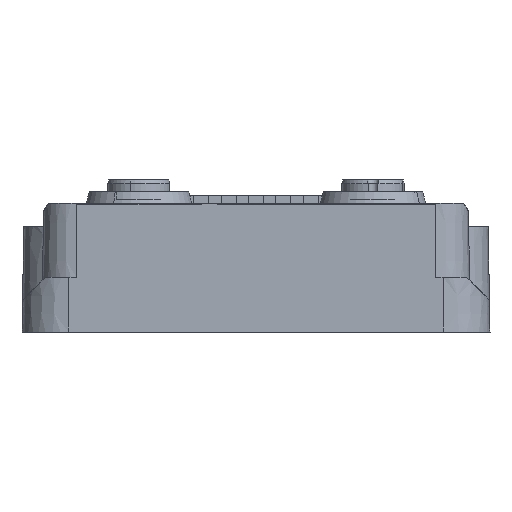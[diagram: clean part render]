
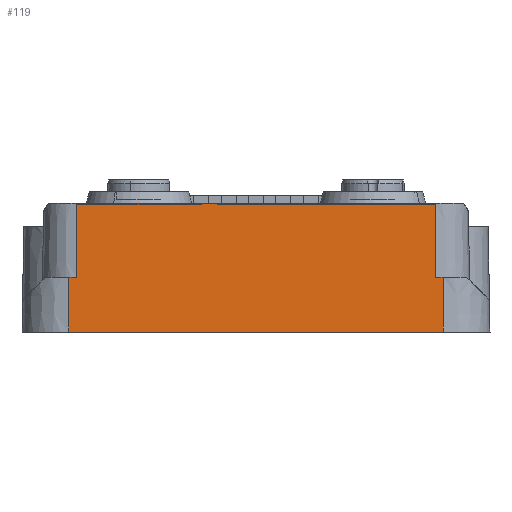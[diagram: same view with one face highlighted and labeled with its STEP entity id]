
A CAD part, front view. The second image highlights one B-rep face of the part: STEP entity #119.
In plain terms, the highlighted planar face has unit normal (0, -1, 0.018).
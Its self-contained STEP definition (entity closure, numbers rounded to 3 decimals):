
#35=AXIS2_PLACEMENT_3D('Plane Axis2P3D',#32,#33,#34) ;
#32=CARTESIAN_POINT('Axis2P3D Location',(60.,0.,0.)) ;
#37=CARTESIAN_POINT('Line Origine',(30.,0.,0.)) ;
#41=CARTESIAN_POINT('Vertex',(54.,0.,0.)) ;
#43=CARTESIAN_POINT('Vertex',(53.,0.,0.)) ;
#46=CARTESIAN_POINT('Line Origine',(54.,0.061,3.5)) ;
#50=CARTESIAN_POINT('Vertex',(54.,0.122,7.)) ;
#53=CARTESIAN_POINT('Line Origine',(30.,0.122,7.)) ;
#57=CARTESIAN_POINT('Vertex',(53.,0.122,7.)) ;
#60=CARTESIAN_POINT('Line Origine',(53.,0.061,3.5)) ;
#64=CARTESIAN_POINT('Vertex',(53.,0.288,16.5)) ;
#67=CARTESIAN_POINT('Line Origine',(30.,0.288,16.5)) ;
#71=CARTESIAN_POINT('Vertex',(7.,0.288,16.5)) ;
#74=CARTESIAN_POINT('Line Origine',(7.,0.061,3.5)) ;
#78=CARTESIAN_POINT('Vertex',(7.,0.122,7.)) ;
#81=CARTESIAN_POINT('Line Origine',(30.,0.122,7.)) ;
#85=CARTESIAN_POINT('Vertex',(6.,0.122,7.)) ;
#88=CARTESIAN_POINT('Line Origine',(6.,0.061,3.5)) ;
#92=CARTESIAN_POINT('Vertex',(6.,0.,0.)) ;
#95=CARTESIAN_POINT('Line Origine',(30.,0.,0.)) ;
#99=CARTESIAN_POINT('Vertex',(7.,0.,0.)) ;
#102=CARTESIAN_POINT('Line Origine',(30.,0.,0.)) ;
#33=DIRECTION('Axis2P3D Direction',(0.,-1.,0.017)) ;
#34=DIRECTION('Axis2P3D XDirection',(-1.,0.,0.)) ;
#38=DIRECTION('Vector Direction',(-1.,0.,0.)) ;
#47=DIRECTION('Vector Direction',(0.,-0.017,-1.)) ;
#54=DIRECTION('Vector Direction',(-1.,0.,0.)) ;
#61=DIRECTION('Vector Direction',(0.,-0.017,-1.)) ;
#68=DIRECTION('Vector Direction',(-1.,0.,0.)) ;
#75=DIRECTION('Vector Direction',(0.,-0.017,-1.)) ;
#82=DIRECTION('Vector Direction',(-1.,0.,0.)) ;
#89=DIRECTION('Vector Direction',(0.,-0.017,-1.)) ;
#96=DIRECTION('Vector Direction',(-1.,0.,0.)) ;
#103=DIRECTION('Vector Direction',(-1.,0.,0.)) ;
#39=VECTOR('Line Direction',#38,1.) ;
#48=VECTOR('Line Direction',#47,1.) ;
#55=VECTOR('Line Direction',#54,1.) ;
#62=VECTOR('Line Direction',#61,1.) ;
#69=VECTOR('Line Direction',#68,1.) ;
#76=VECTOR('Line Direction',#75,1.) ;
#83=VECTOR('Line Direction',#82,1.) ;
#90=VECTOR('Line Direction',#89,1.) ;
#97=VECTOR('Line Direction',#96,1.) ;
#104=VECTOR('Line Direction',#103,1.) ;
#108=ORIENTED_EDGE('',*,*,#45,.F.) ;
#109=ORIENTED_EDGE('',*,*,#52,.T.) ;
#110=ORIENTED_EDGE('',*,*,#59,.F.) ;
#111=ORIENTED_EDGE('',*,*,#66,.T.) ;
#112=ORIENTED_EDGE('',*,*,#73,.F.) ;
#113=ORIENTED_EDGE('',*,*,#80,.F.) ;
#114=ORIENTED_EDGE('',*,*,#87,.F.) ;
#115=ORIENTED_EDGE('',*,*,#94,.F.) ;
#116=ORIENTED_EDGE('',*,*,#101,.F.) ;
#117=ORIENTED_EDGE('',*,*,#106,.F.) ;
#119=ADVANCED_FACE('40667_SAI_4_6_8-M_4P_5P_M12_ECO.1\\427560.1\\Gehaeuse',(#118),#36,.T.) ;
#45=EDGE_CURVE('',#42,#44,#40,.T.) ;
#52=EDGE_CURVE('',#42,#51,#49,.F.) ;
#59=EDGE_CURVE('',#58,#51,#56,.F.) ;
#66=EDGE_CURVE('',#58,#65,#63,.F.) ;
#73=EDGE_CURVE('',#72,#65,#70,.F.) ;
#80=EDGE_CURVE('',#79,#72,#77,.F.) ;
#87=EDGE_CURVE('',#86,#79,#84,.F.) ;
#94=EDGE_CURVE('',#93,#86,#91,.F.) ;
#101=EDGE_CURVE('',#100,#93,#98,.T.) ;
#106=EDGE_CURVE('',#44,#100,#105,.T.) ;
#107=EDGE_LOOP('',(#108,#109,#110,#111,#112,#113,#114,#115,#116,#117)) ;
#118=FACE_OUTER_BOUND('',#107,.T.) ;
#40=LINE('Line',#37,#39) ;
#49=LINE('Line',#46,#48) ;
#56=LINE('Line',#53,#55) ;
#63=LINE('Line',#60,#62) ;
#70=LINE('Line',#67,#69) ;
#77=LINE('Line',#74,#76) ;
#84=LINE('Line',#81,#83) ;
#91=LINE('Line',#88,#90) ;
#98=LINE('Line',#95,#97) ;
#105=LINE('Line',#102,#104) ;
#36=PLANE('',#35) ;
#42=VERTEX_POINT('',#41) ;
#44=VERTEX_POINT('',#43) ;
#51=VERTEX_POINT('',#50) ;
#58=VERTEX_POINT('',#57) ;
#65=VERTEX_POINT('',#64) ;
#72=VERTEX_POINT('',#71) ;
#79=VERTEX_POINT('',#78) ;
#86=VERTEX_POINT('',#85) ;
#93=VERTEX_POINT('',#92) ;
#100=VERTEX_POINT('',#99) ;
